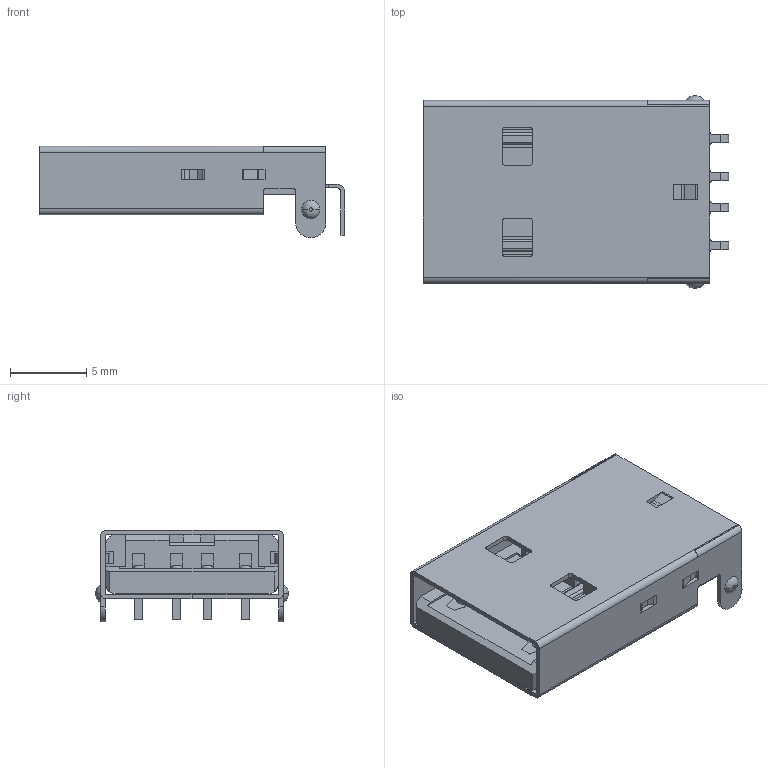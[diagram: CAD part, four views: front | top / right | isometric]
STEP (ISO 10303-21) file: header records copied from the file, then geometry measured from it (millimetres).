
FILE_DESCRIPTION(('FreeCAD Model'),'2;1');
FILE_NAME('usb-a-plug-tht-cnctech-1002-015-01001.step', '2020-02-28T00:56:29',('Author'),(''), 'Open CASCADE STEP processor 7.4','FreeCAD','Unknown');
FILE_SCHEMA(('AUTOMOTIVE_DESIGN { 1 0 10303 214 1 1 1 1 }'));
Length unit declared in the file: millimetre
Products named in the file (3): _002_015_01001; _002_015_01001001; _002_015_01001002
Bounding box: 20.02 x 12.6 x 6 mm (x, y, z)
Surface area: 2123.5 mm2 (no closed solid volume)
Topology: 0 solids, 587 shells, 587 faces, 3256 edges, 3256 vertices
Faces by surface type: bspline 416, revolution 171
Entity records: 38560 total; most frequent: CARTESIAN_POINT 8535, DIRECTION 4300, ORIENTED_EDGE 3256, EDGE_CURVE 3256, VERTEX_POINT 3256, LINE 2719, VECTOR 2719, AXIS2_PLACEMENT_3D 705
